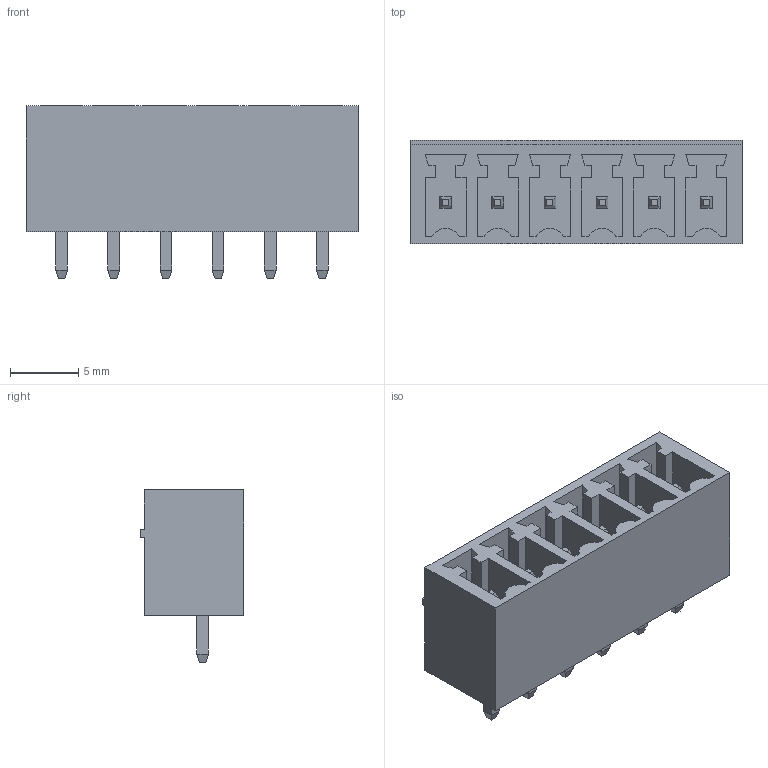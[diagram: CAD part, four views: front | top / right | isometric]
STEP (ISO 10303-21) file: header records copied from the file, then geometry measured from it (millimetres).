
FILE_DESCRIPTION(/* description */ ('model of PhoenixContact_MCV-G_06x3.81mm_Vertical.'),/* implementation_level */ FILE_NAME(/* name */ 'PhoenixContact_MCV-G_06x3.81mm_Vertical..stp',/* time_stamp */ '2017-02-23T20:36:10',/* author */ ('Rene Poeschl',''),/* organization */ (''),/* preprocessor_version */ '',/* originating_system */ '',/* authorisation */ '');
FILE_NAME(/* name */ 'PhoenixContact_MCV-G_06x3.81mm_Vertical..stp',/* time_stamp */ '2017-02-23T20:36:10',/* author */ ('Rene Poeschl',''),/* organization */ (''),/* preprocessor_version */ '',/* originating_system */ '',/* authorisation */ '');
FILE_SCHEMA(('AUTOMOTIVE_DESIGN_CC2 { 1 2 10303 214 -1 1 5 4 }'));
Length unit declared in the file: millimetre
Products named in the file (1): MCV_01x06_G_3_81mm
Bounding box: 24.25 x 7.55 x 12.6 mm (x, y, z)
Volume: 1039.5 mm3; surface area: 1943.2 mm2
Topology: 1 solids, 1 shells, 208 faces, 516 edges, 328 vertices
Faces by surface type: plane 202, cylinder 6
Entity records: 14087 total; most frequent: CARTESIAN_POINT 2217, DIRECTION 1876, LINE 1428, VECTOR 1428, ORIENTED_EDGE 1032, PCURVE 1032, DEFINITIONAL_REPRESENTATION 1032, EDGE_CURVE 516
